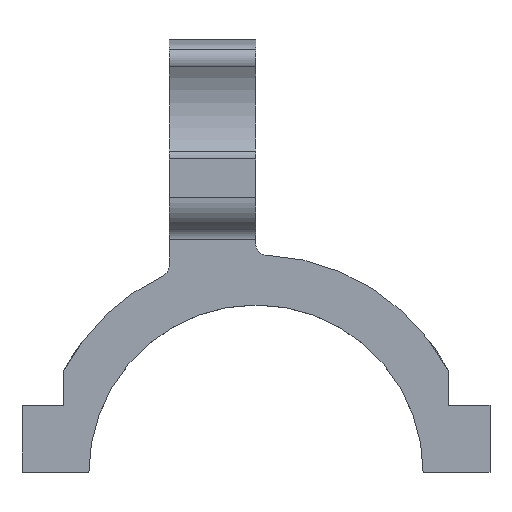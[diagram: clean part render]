
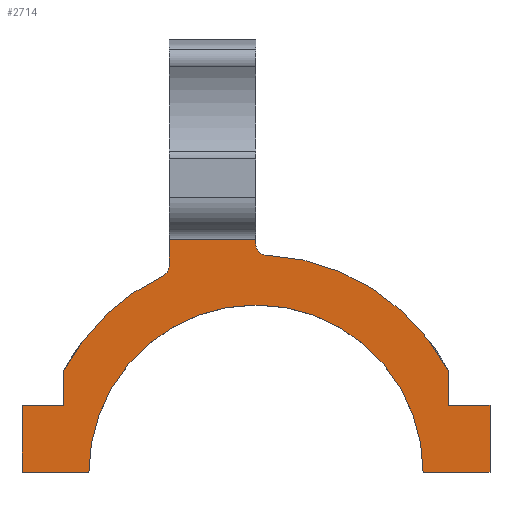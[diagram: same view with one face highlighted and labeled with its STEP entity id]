
A CAD part, top view. The second image highlights one B-rep face of the part: STEP entity #2714.
In plain terms, the highlighted planar face has unit normal (0, 0, 1).
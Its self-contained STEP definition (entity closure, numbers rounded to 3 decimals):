
#40=PLANE('',#2904);
#182=FACE_OUTER_BOUND('',#332,.T.);
#332=EDGE_LOOP('',(#2431,#2432,#2433,#2434,#2435,#2436,#2437,#2438,#2439,
#2440,#2441,#2442,#2443,#2444,#2445,#2446,#2447,#2448));
#366=CIRCLE('',#2886,1.5);
#367=CIRCLE('',#2888,32.5);
#368=CIRCLE('',#2890,1.5);
#369=CIRCLE('',#2897,32.506);
#370=CIRCLE('',#2902,25.);
#701=LINE('',#7229,#857);
#716=LINE('',#7296,#872);
#719=LINE('',#7324,#875);
#721=LINE('',#9062,#877);
#730=LINE('',#10818,#886);
#738=LINE('',#10844,#894);
#740=LINE('',#10849,#896);
#742=LINE('',#10853,#898);
#744=LINE('',#10856,#900);
#745=LINE('',#10861,#901);
#747=LINE('',#10865,#903);
#749=LINE('',#10869,#905);
#752=LINE('',#10876,#908);
#857=VECTOR('',#3229,10.);
#872=VECTOR('',#3268,10.);
#875=VECTOR('',#3279,10.);
#877=VECTOR('',#3297,10.);
#886=VECTOR('',#3340,10.);
#894=VECTOR('',#3374,10.);
#896=VECTOR('',#3380,10.);
#898=VECTOR('',#3384,10.);
#900=VECTOR('',#3388,10.);
#901=VECTOR('',#3395,10.);
#903=VECTOR('',#3399,10.);
#905=VECTOR('',#3403,10.);
#908=VECTOR('',#3412,10.);
#1125=VERTEX_POINT('',#7227);
#1126=VERTEX_POINT('',#7228);
#1147=VERTEX_POINT('',#7293);
#1148=VERTEX_POINT('',#7295);
#1151=VERTEX_POINT('',#7322);
#1162=VERTEX_POINT('',#9059);
#1163=VERTEX_POINT('',#9061);
#1176=VERTEX_POINT('',#10815);
#1177=VERTEX_POINT('',#10817);
#1180=VERTEX_POINT('',#10832);
#1181=VERTEX_POINT('',#10833);
#1182=VERTEX_POINT('',#10840);
#1183=VERTEX_POINT('',#10848);
#1184=VERTEX_POINT('',#10852);
#1185=VERTEX_POINT('',#10860);
#1186=VERTEX_POINT('',#10864);
#1187=VERTEX_POINT('',#10868);
#1188=VERTEX_POINT('',#10872);
#1505=EDGE_CURVE('',#1125,#1126,#701,.T.);
#1530=EDGE_CURVE('',#1147,#1148,#716,.T.);
#1536=EDGE_CURVE('',#1151,#1147,#719,.T.);
#1552=EDGE_CURVE('',#1162,#1163,#721,.T.);
#1579=EDGE_CURVE('',#1176,#1177,#730,.T.);
#1586=EDGE_CURVE('',#1180,#1181,#366,.T.);
#1589=EDGE_CURVE('',#1148,#1181,#367,.T.);
#1590=EDGE_CURVE('',#1182,#1163,#368,.T.);
#1592=EDGE_CURVE('',#1162,#1177,#738,.T.);
#1594=EDGE_CURVE('',#1183,#1151,#740,.T.);
#1596=EDGE_CURVE('',#1180,#1184,#742,.T.);
#1598=EDGE_CURVE('',#1184,#1176,#744,.T.);
#1599=EDGE_CURVE('',#1182,#1125,#369,.T.);
#1600=EDGE_CURVE('',#1126,#1185,#745,.T.);
#1602=EDGE_CURVE('',#1186,#1185,#747,.T.);
#1604=EDGE_CURVE('',#1187,#1186,#749,.T.);
#1606=EDGE_CURVE('',#1188,#1187,#370,.T.);
#1608=EDGE_CURVE('',#1188,#1183,#752,.T.);
#2431=ORIENTED_EDGE('',*,*,#1600,.F.);
#2432=ORIENTED_EDGE('',*,*,#1505,.F.);
#2433=ORIENTED_EDGE('',*,*,#1599,.F.);
#2434=ORIENTED_EDGE('',*,*,#1590,.T.);
#2435=ORIENTED_EDGE('',*,*,#1552,.F.);
#2436=ORIENTED_EDGE('',*,*,#1592,.T.);
#2437=ORIENTED_EDGE('',*,*,#1579,.F.);
#2438=ORIENTED_EDGE('',*,*,#1598,.F.);
#2439=ORIENTED_EDGE('',*,*,#1596,.F.);
#2440=ORIENTED_EDGE('',*,*,#1586,.T.);
#2441=ORIENTED_EDGE('',*,*,#1589,.F.);
#2442=ORIENTED_EDGE('',*,*,#1530,.F.);
#2443=ORIENTED_EDGE('',*,*,#1536,.F.);
#2444=ORIENTED_EDGE('',*,*,#1594,.F.);
#2445=ORIENTED_EDGE('',*,*,#1608,.F.);
#2446=ORIENTED_EDGE('',*,*,#1606,.T.);
#2447=ORIENTED_EDGE('',*,*,#1604,.T.);
#2448=ORIENTED_EDGE('',*,*,#1602,.T.);
#2714=ADVANCED_FACE('',(#182),#40,.F.);
#2886=AXIS2_PLACEMENT_3D('',#10834,#3359,#3360);
#2888=AXIS2_PLACEMENT_3D('',#10838,#3365,#3366);
#2890=AXIS2_PLACEMENT_3D('',#10841,#3369,#3370);
#2897=AXIS2_PLACEMENT_3D('',#10858,#3391,#3392);
#2902=AXIS2_PLACEMENT_3D('',#10873,#3407,#3408);
#2904=AXIS2_PLACEMENT_3D('',#10877,#3413,#3414);
#3229=DIRECTION('',(0.,-1.,0.));
#3268=DIRECTION('',(0.,1.,0.));
#3279=DIRECTION('',(1.,0.,0.));
#3297=DIRECTION('',(0.,-1.,0.));
#3340=DIRECTION('',(0.,1.,0.));
#3359=DIRECTION('center_axis',(0.,0.,-1.));
#3360=DIRECTION('ref_axis',(0.845,-0.535,0.));
#3365=DIRECTION('center_axis',(0.,0.,-1.));
#3366=DIRECTION('ref_axis',(-0.951,0.308,0.));
#3369=DIRECTION('center_axis',(0.,0.,-1.));
#3370=DIRECTION('ref_axis',(-0.723,-0.691,0.));
#3374=DIRECTION('',(-1.,0.,0.));
#3380=DIRECTION('',(0.,1.,0.));
#3384=DIRECTION('',(0.,1.,0.));
#3388=DIRECTION('',(1.,0.,0.));
#3391=DIRECTION('center_axis',(0.,0.,-1.));
#3392=DIRECTION('ref_axis',(0.,1.,0.));
#3395=DIRECTION('',(1.,0.,0.));
#3399=DIRECTION('',(0.,1.,0.));
#3403=DIRECTION('',(1.,0.,0.));
#3407=DIRECTION('center_axis',(0.,0.,-1.));
#3408=DIRECTION('ref_axis',(-1.,-0.001,0.));
#3412=DIRECTION('',(-1.,0.,0.));
#3413=DIRECTION('center_axis',(0.,0.,-1.));
#3414=DIRECTION('ref_axis',(1.,0.,0.));
#7227=CARTESIAN_POINT('',(28.75,15.167,-2.5));
#7228=CARTESIAN_POINT('',(28.75,9.981,-2.5));
#7229=CARTESIAN_POINT('',(28.75,9.981,-2.5));
#7293=CARTESIAN_POINT('',(-28.75,10.,-2.5));
#7295=CARTESIAN_POINT('',(-28.75,15.155,-2.5));
#7296=CARTESIAN_POINT('',(-28.75,10.,-2.5));
#7322=CARTESIAN_POINT('',(-35.,10.,-2.5));
#7324=CARTESIAN_POINT('',(-35.,10.,-2.5));
#9059=CARTESIAN_POINT('',(0.,34.756,-2.5));
#9061=CARTESIAN_POINT('',(0.,33.972,-2.5));
#9062=CARTESIAN_POINT('',(0.,64.244,-2.5));
#10815=CARTESIAN_POINT('',(-13.,32.506,-2.5));
#10817=CARTESIAN_POINT('',(-13.,34.756,-2.5));
#10818=CARTESIAN_POINT('',(-13.,32.5,-2.5));
#10832=CARTESIAN_POINT('',(-13.008,30.749,-2.5));
#10833=CARTESIAN_POINT('',(-13.868,29.393,-2.5));
#10834=CARTESIAN_POINT('Origin',(-14.508,30.749,-2.5));
#10838=CARTESIAN_POINT('Origin',(0.,0.,-2.5));
#10840=CARTESIAN_POINT('',(1.434,32.474,-2.5));
#10841=CARTESIAN_POINT('Origin',(1.5,33.972,-2.5));
#10844=CARTESIAN_POINT('',(0.,34.756,-2.5));
#10848=CARTESIAN_POINT('',(-35.,-0.019,-2.5));
#10849=CARTESIAN_POINT('',(-35.,-0.019,-2.5));
#10852=CARTESIAN_POINT('',(-13.007,32.506,-2.5));
#10853=CARTESIAN_POINT('',(-13.008,29.783,-2.5));
#10856=CARTESIAN_POINT('',(-13.007,32.506,-2.5));
#10858=CARTESIAN_POINT('Origin',(0.,0.,-2.5));
#10860=CARTESIAN_POINT('',(35.,9.981,-2.5));
#10861=CARTESIAN_POINT('',(14.421,9.981,-2.5));
#10864=CARTESIAN_POINT('',(35.,-0.019,-2.5));
#10865=CARTESIAN_POINT('',(35.,-0.019,-2.5));
#10868=CARTESIAN_POINT('',(25.,-0.019,-2.5));
#10869=CARTESIAN_POINT('',(25.,-0.019,-2.5));
#10872=CARTESIAN_POINT('',(-25.,-0.019,-2.5));
#10873=CARTESIAN_POINT('Origin',(0.,0.,-2.5));
#10876=CARTESIAN_POINT('',(-25.,-0.019,-2.5));
#10877=CARTESIAN_POINT('Origin',(0.,32.113,-2.5));
